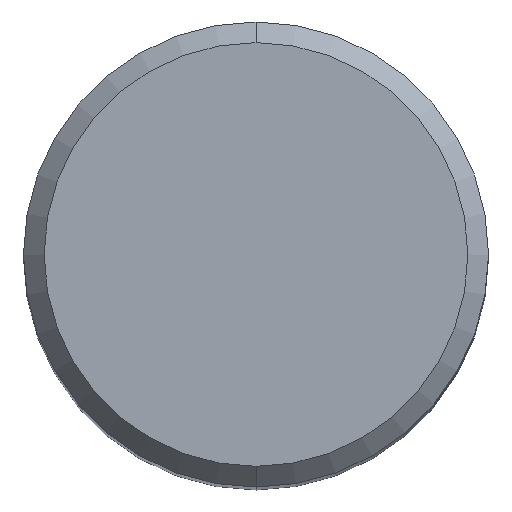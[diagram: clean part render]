
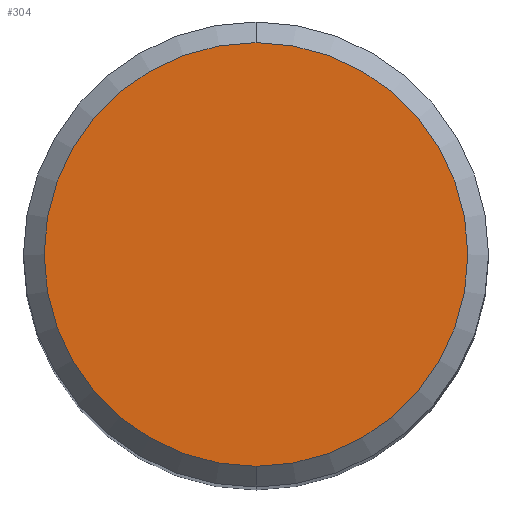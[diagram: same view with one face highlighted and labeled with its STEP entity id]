
A CAD part, top view. The second image highlights one B-rep face of the part: STEP entity #304.
In plain terms, the highlighted planar face has unit normal (0, 0, 1).
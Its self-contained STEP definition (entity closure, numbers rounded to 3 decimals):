
#204=VERTEX_POINT('',#507);
#298=EDGE_CURVE('',#396,#204,#614,.T.);
#304=ADVANCED_FACE('',(#620),#621,.T.);
#332=EDGE_CURVE('',#204,#396,#653,.T.);
#396=VERTEX_POINT('',#723);
#507=CARTESIAN_POINT('',(0.0,8.2,0.0));
#614=CIRCLE('',#1069,8.2);
#620=FACE_OUTER_BOUND('',#1077,.T.);
#621=PLANE('',#1078);
#653=CIRCLE('',#1127,8.2);
#723=CARTESIAN_POINT('',(0.,-8.2,0.0));
#1069=AXIS2_PLACEMENT_3D('',#1654,#1655,#1656);
#1077=EDGE_LOOP('',(#1659,#1660));
#1078=AXIS2_PLACEMENT_3D('',#1661,#1662,#1663);
#1127=AXIS2_PLACEMENT_3D('',#1704,#1705,#1706);
#1654=CARTESIAN_POINT('',(0.0,0.0,0.0));
#1655=DIRECTION('',(0.0,0.0,-1.0));
#1656=DIRECTION('',(0.0,1.0,0.0));
#1659=ORIENTED_EDGE('',*,*,#332,.F.);
#1660=ORIENTED_EDGE('',*,*,#298,.F.);
#1661=CARTESIAN_POINT('',(0.0,4.1,0.0));
#1662=DIRECTION('',(-0.0,0.0,1.0));
#1663=DIRECTION('',(0.0,-1.0,0.0));
#1704=CARTESIAN_POINT('',(0.0,0.0,0.0));
#1705=DIRECTION('',(0.0,0.0,-1.0));
#1706=DIRECTION('',(0.0,1.0,0.0));
